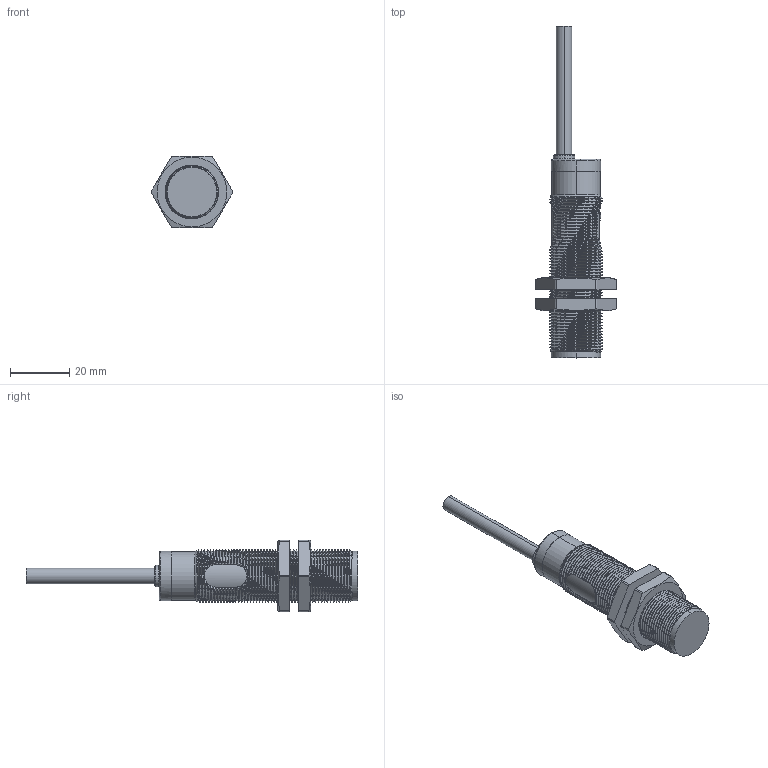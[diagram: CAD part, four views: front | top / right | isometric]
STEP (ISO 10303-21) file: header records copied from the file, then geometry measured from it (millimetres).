
FILE_DESCRIPTION(/* description */ (''),/* implementation_level */ '2;1');
FILE_NAME(/* name */ 'OP18-出线型带旋钮_stp.stp',/* time_stamp */ '2025-12-03T13:32:40+08:00',/* author */ (''),/* organization */ (''),/* preprocessor_version */ 'ST-DEVELOPER v20',/* originating_system */ 'SIEMENS PLM Software NX2312.1700',/* authorisation */ '');
FILE_SCHEMA (('AP203_CONFIGURATION_CONTROLLED_3D_DESIGN_OF_MECHANICAL_PARTS_AND_ASSEMBLIES_MIM_LF { 1 0 10303 403 2 1 2}'));
Length unit declared in the file: millimetre
Products named in the file (1): OP18-出线型带旋钮_stp_objects
Bounding box: 27.56 x 112 x 24 mm (x, y, z)
Volume: 18206.2 mm3; surface area: 8885.3 mm2
Topology: 3 solids, 4 shells, 484 faces, 1635 edges, 1160 vertices
Faces by surface type: cylinder 313, bspline 95, plane 54, cone 11, torus 8, revolution 3
Entity records: 32500 total; most frequent: CARTESIAN_POINT 20767, ORIENTED_EDGE 3254, EDGE_CURVE 1627, B_SPLINE_CURVE_WITH_KNOTS 1221, DIRECTION 1215, VERTEX_POINT 1158, EDGE_LOOP 497, ADVANCED_FACE 484
